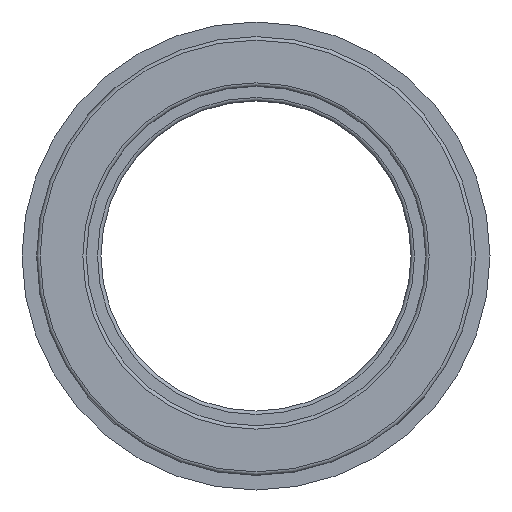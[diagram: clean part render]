
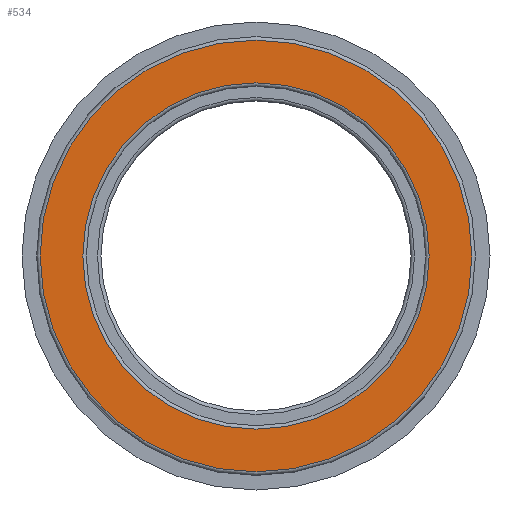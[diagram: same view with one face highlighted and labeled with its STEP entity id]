
A CAD part, left-side view. The second image highlights one B-rep face of the part: STEP entity #534.
In plain terms, the highlighted planar face has unit normal (-1, 0, 0).
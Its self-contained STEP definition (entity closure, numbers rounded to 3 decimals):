
#34=PLANE('',#605);
#155=ORIENTED_EDGE('',*,*,#283,.T.);
#156=ORIENTED_EDGE('',*,*,#281,.F.);
#281=EDGE_CURVE('',#336,#336,#373,.T.);
#283=EDGE_CURVE('',#338,#338,#375,.T.);
#336=VERTEX_POINT('',#916);
#338=VERTEX_POINT('',#921);
#373=CIRCLE('',#603,18.45);
#375=CIRCLE('',#606,14.8);
#406=EDGE_LOOP('',(#155));
#407=EDGE_LOOP('',(#156));
#464=FACE_BOUND('',#406,.T.);
#465=FACE_BOUND('',#407,.T.);
#534=ADVANCED_FACE('',(#464,#465),#34,.T.);
#603=AXIS2_PLACEMENT_3D('',#915,#735,#736);
#605=AXIS2_PLACEMENT_3D('',#919,#739,#740);
#606=AXIS2_PLACEMENT_3D('',#920,#741,#742);
#735=DIRECTION('',(1.,0.,0.));
#736=DIRECTION('',(0.,0.,-1.));
#739=DIRECTION('',(-1.,0.,0.));
#740=DIRECTION('',(0.,0.,1.));
#741=DIRECTION('',(1.,0.,0.));
#742=DIRECTION('',(0.,0.,-1.));
#915=CARTESIAN_POINT('',(-56.,0.,0.));
#916=CARTESIAN_POINT('',(-56.,0.,-18.45));
#919=CARTESIAN_POINT('',(-56.,18.45,0.));
#920=CARTESIAN_POINT('',(-56.,0.,0.));
#921=CARTESIAN_POINT('',(-56.,0.,-14.8));
